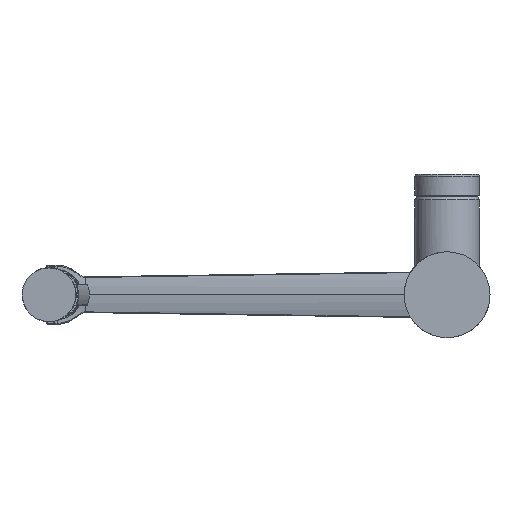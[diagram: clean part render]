
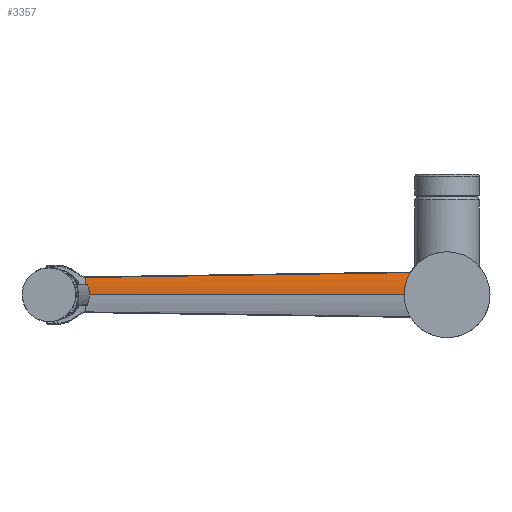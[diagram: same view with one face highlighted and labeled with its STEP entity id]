
A CAD part, front view. The second image highlights one B-rep face of the part: STEP entity #3357.
In plain terms, the highlighted free-form (B-spline) face has degree [3, 3] with [5, 4] control points.
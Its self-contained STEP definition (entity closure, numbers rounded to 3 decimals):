
#14=ELLIPSE('',#3509,36.089,30.221);
#133=LINE('',#11975,#250);
#250=VECTOR('',#3984,182.291);
#771=FACE_OUTER_BOUND('',#976,.T.);
#976=EDGE_LOOP('',(#2570,#2571,#2572,#2573));
#1126=B_SPLINE_CURVE_WITH_KNOTS('',3,(#9729,#9730,#9731,#9732,#9733,#9734),
 .UNSPECIFIED.,.F.,.F.,(4,1,1,4),(0.,0.333,0.667,1.),
 .UNSPECIFIED.);
#1140=B_SPLINE_CURVE_WITH_KNOTS('',3,(#11094,#11095,#11096,#11097,#11098,
#11099,#11100,#11101,#11102,#11103,#11104,#11105,#11106,#11107,#11108,#11109),
 .UNSPECIFIED.,.F.,.F.,(4,3,3,3,3,4),(0.,0.234,0.333,
0.592,0.667,1.),.UNSPECIFIED.);
#1300=VERTEX_POINT('',#9204);
#1301=VERTEX_POINT('',#9359);
#1304=VERTEX_POINT('',#9691);
#1329=VERTEX_POINT('',#11089);
#1622=EDGE_CURVE('',#1301,#1300,#14,.T.);
#1628=EDGE_CURVE('',#1304,#1300,#1126,.T.);
#1668=EDGE_CURVE('',#1329,#1304,#1140,.T.);
#1681=EDGE_CURVE('',#1329,#1301,#133,.T.);
#2570=ORIENTED_EDGE('',*,*,#1628,.F.);
#2571=ORIENTED_EDGE('',*,*,#1668,.F.);
#2572=ORIENTED_EDGE('',*,*,#1681,.T.);
#2573=ORIENTED_EDGE('',*,*,#1622,.T.);
#3016=B_SPLINE_SURFACE_WITH_KNOTS('',3,3,((#15517,#15518,#15519,#15520),
(#15521,#15522,#15523,#15524),(#15525,#15526,#15527,#15528),(#15529,#15530,
#15531,#15532),(#15533,#15534,#15535,#15536)),.UNSPECIFIED.,.F.,.F.,.F.,
(4,1,4),(4,4),(0.479,0.5,1.006),(16.354,205.93),
 .UNSPECIFIED.);
#3357=ADVANCED_FACE('',(#771),#3016,.T.);
#3509=AXIS2_PLACEMENT_3D('',#9360,#3921,#3922);
#3921=DIRECTION('center_axis',(-0.999,0.052,0.));
#3922=DIRECTION('ref_axis',(0.007,0.131,0.991));
#3984=DIRECTION('',(0.998,-0.065,0.));
#9204=CARTESIAN_POINT('',(-20.126,286.612,12.347));
#9359=CARTESIAN_POINT('',(-20.221,284.8,0.));
#9360=CARTESIAN_POINT('Origin',(-18.634,315.091,1.668));
#9691=CARTESIAN_POINT('',(-202.083,297.508,9.595));
#9729=CARTESIAN_POINT('Ctrl Pts',(-202.083,297.508,9.595));
#9730=CARTESIAN_POINT('Ctrl Pts',(-183.055,296.368,9.884));
#9731=CARTESIAN_POINT('Ctrl Pts',(-144.209,294.04,10.473));
#9732=CARTESIAN_POINT('Ctrl Pts',(-83.722,290.417,11.388));
#9733=CARTESIAN_POINT('Ctrl Pts',(-41.606,287.897,12.024));
#9734=CARTESIAN_POINT('Ctrl Pts',(-20.126,286.612,12.347));
#11089=CARTESIAN_POINT('',(-202.131,296.59,0.));
#11094=CARTESIAN_POINT('Ctrl Pts',(-202.131,296.59,0.));
#11095=CARTESIAN_POINT('Ctrl Pts',(-202.131,296.59,0.754));
#11096=CARTESIAN_POINT('Ctrl Pts',(-202.133,296.607,1.509));
#11097=CARTESIAN_POINT('Ctrl Pts',(-202.133,296.641,2.262));
#11098=CARTESIAN_POINT('Ctrl Pts',(-202.134,296.655,2.58));
#11099=CARTESIAN_POINT('Ctrl Pts',(-202.134,296.672,2.898));
#11100=CARTESIAN_POINT('Ctrl Pts',(-202.133,296.693,3.215));
#11101=CARTESIAN_POINT('Ctrl Pts',(-202.131,296.746,4.046));
#11102=CARTESIAN_POINT('Ctrl Pts',(-202.125,296.819,4.875));
#11103=CARTESIAN_POINT('Ctrl Pts',(-202.118,296.913,5.702));
#11104=CARTESIAN_POINT('Ctrl Pts',(-202.116,296.94,5.941));
#11105=CARTESIAN_POINT('Ctrl Pts',(-202.114,296.969,6.179));
#11106=CARTESIAN_POINT('Ctrl Pts',(-202.112,296.999,6.418));
#11107=CARTESIAN_POINT('Ctrl Pts',(-202.103,297.135,7.482));
#11108=CARTESIAN_POINT('Ctrl Pts',(-202.094,297.305,8.542));
#11109=CARTESIAN_POINT('Ctrl Pts',(-202.083,297.508,9.595));
#11975=CARTESIAN_POINT('',(-202.131,296.59,0.));
#15517=CARTESIAN_POINT('Ctrl Pts',(-16.583,284.568,-0.537));
#15518=CARTESIAN_POINT('Ctrl Pts',(-79.647,288.655,-0.498));
#15519=CARTESIAN_POINT('Ctrl Pts',(-142.712,292.741,-0.454));
#15520=CARTESIAN_POINT('Ctrl Pts',(-205.777,296.828,-0.415));
#15521=CARTESIAN_POINT('Ctrl Pts',(-16.583,284.566,-0.358));
#15522=CARTESIAN_POINT('Ctrl Pts',(-79.647,288.653,-0.332));
#15523=CARTESIAN_POINT('Ctrl Pts',(-142.712,292.74,-0.302));
#15524=CARTESIAN_POINT('Ctrl Pts',(-205.777,296.827,-0.277));
#15525=CARTESIAN_POINT('Ctrl Pts',(-16.584,284.537,4.196));
#15526=CARTESIAN_POINT('Ctrl Pts',(-79.649,288.629,3.886));
#15527=CARTESIAN_POINT('Ctrl Pts',(-142.713,292.721,3.543));
#15528=CARTESIAN_POINT('Ctrl Pts',(-205.777,296.812,3.241));
#15529=CARTESIAN_POINT('Ctrl Pts',(-16.548,285.238,8.75));
#15530=CARTESIAN_POINT('Ctrl Pts',(-79.618,289.215,8.104));
#15531=CARTESIAN_POINT('Ctrl Pts',(-142.689,293.185,7.388));
#15532=CARTESIAN_POINT('Ctrl Pts',(-205.759,297.163,6.758));
#15533=CARTESIAN_POINT('Ctrl Pts',(-16.479,286.551,12.912));
#15534=CARTESIAN_POINT('Ctrl Pts',(-79.561,290.311,11.964));
#15535=CARTESIAN_POINT('Ctrl Pts',(-142.642,294.071,11.018));
#15536=CARTESIAN_POINT('Ctrl Pts',(-205.724,297.831,10.069));
